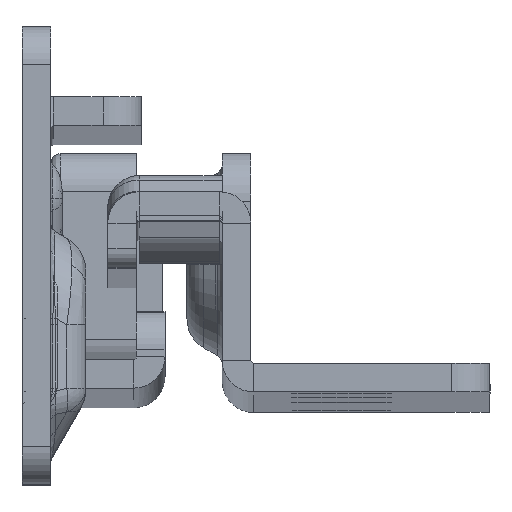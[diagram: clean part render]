
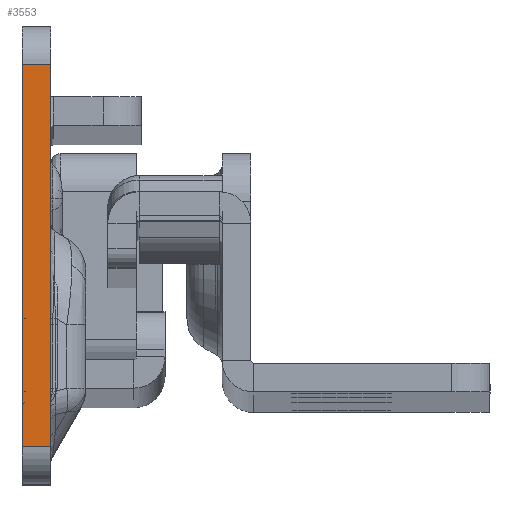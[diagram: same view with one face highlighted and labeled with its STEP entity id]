
A CAD part, top view. The second image highlights one B-rep face of the part: STEP entity #3553.
In plain terms, the highlighted planar face has unit normal (0, 0, 1).
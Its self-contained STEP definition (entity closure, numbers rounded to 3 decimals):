
#237 = CARTESIAN_POINT ( 'NONE',  ( -3., -29.094, 0. ) ) ;
#703 = VERTEX_POINT ( 'NONE', #16312 ) ;
#977 = CARTESIAN_POINT ( 'NONE',  ( -142.194, -21.7, 0. ) ) ;
#2766 = EDGE_CURVE ( 'NONE', #8447, #703, #5336, .T. ) ;
#3553 = ADVANCED_FACE ( 'NONE', ( #4296 ), #17090, .T. ) ;
#4060 = CARTESIAN_POINT ( 'NONE',  ( -3., -21.7, 0. ) ) ;
#4296 = FACE_OUTER_BOUND ( 'NONE', #6698, .T. ) ;
#4582 = DIRECTION ( 'NONE',  ( 1., 0., 0. ) ) ;
#5336 = LINE ( 'NONE', #6694, #14365 ) ;
#5822 = AXIS2_PLACEMENT_3D ( 'NONE', #237, #10104, #8365 ) ;
#6112 = ORIENTED_EDGE ( 'NONE', *, *, #6468, .T. ) ;
#6206 = LINE ( 'NONE', #977, #17805 ) ;
#6468 = EDGE_CURVE ( 'NONE', #13303, #703, #6206, .T. ) ;
#6694 = CARTESIAN_POINT ( 'NONE',  ( 0., -29.094, 0. ) ) ;
#6698 = EDGE_LOOP ( 'NONE', ( #14726, #15747, #10764, #6112 ) ) ;
#6701 = EDGE_CURVE ( 'NONE', #10272, #13303, #12931, .T. ) ;
#6837 = EDGE_CURVE ( 'NONE', #10272, #8447, #11471, .T. ) ;
#7151 = CARTESIAN_POINT ( 'NONE',  ( -3., 18.3, 0. ) ) ;
#7468 = DIRECTION ( 'NONE',  ( 0., -1., 0. ) ) ;
#8365 = DIRECTION ( 'NONE',  ( 1., 0., 0. ) ) ;
#8447 = VERTEX_POINT ( 'NONE', #13549 ) ;
#9693 = VECTOR ( 'NONE', #7468, 1000. ) ;
#10104 = DIRECTION ( 'NONE',  ( 0., 0., 1. ) ) ;
#10272 = VERTEX_POINT ( 'NONE', #7151 ) ;
#10764 = ORIENTED_EDGE ( 'NONE', *, *, #6701, .T. ) ;
#11471 = LINE ( 'NONE', #17016, #16665 ) ;
#12931 = LINE ( 'NONE', #15473, #9693 ) ;
#13303 = VERTEX_POINT ( 'NONE', #4060 ) ;
#13549 = CARTESIAN_POINT ( 'NONE',  ( 0., 18.3, 0. ) ) ;
#13798 = DIRECTION ( 'NONE',  ( 0., -1., 0. ) ) ;
#14365 = VECTOR ( 'NONE', #13798, 1000. ) ;
#14726 = ORIENTED_EDGE ( 'NONE', *, *, #2766, .F. ) ;
#15473 = CARTESIAN_POINT ( 'NONE',  ( -3., -29.094, 0. ) ) ;
#15747 = ORIENTED_EDGE ( 'NONE', *, *, #6837, .F. ) ;
#16038 = DIRECTION ( 'NONE',  ( 1., 0., 0. ) ) ;
#16312 = CARTESIAN_POINT ( 'NONE',  ( 0., -21.7, 0. ) ) ;
#16665 = VECTOR ( 'NONE', #4582, 1000. ) ;
#17016 = CARTESIAN_POINT ( 'NONE',  ( -3., 18.3, 0. ) ) ;
#17090 = PLANE ( 'NONE',  #5822 ) ;
#17805 = VECTOR ( 'NONE', #16038, 1000. ) ;
